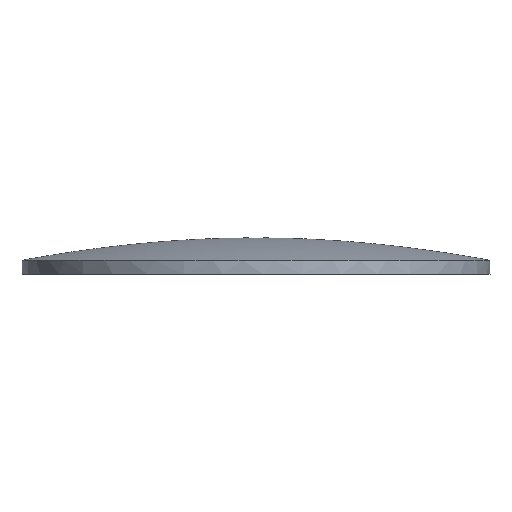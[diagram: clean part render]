
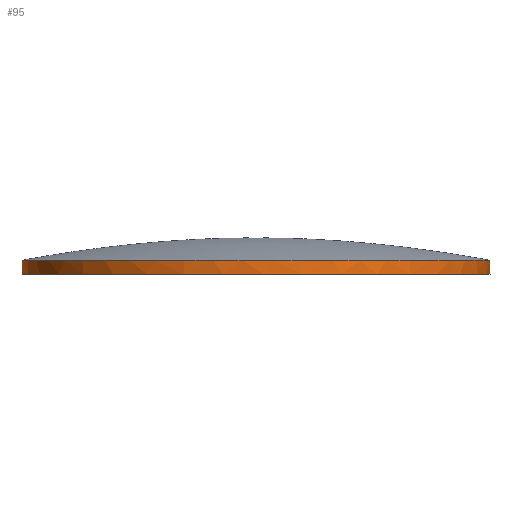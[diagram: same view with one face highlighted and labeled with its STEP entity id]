
A CAD part, front view. The second image highlights one B-rep face of the part: STEP entity #95.
In plain terms, the highlighted cylindrical face has radius 85 mm (diameter 170 mm), a full revolution.
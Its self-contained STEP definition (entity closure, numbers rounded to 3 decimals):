
#95=ADVANCED_FACE('',(#100,#101),#102,.T.);
#100=FACE_BOUND('',#108,.T.);
#101=FACE_BOUND('',#109,.T.);
#102=CYLINDRICAL_SURFACE('',#110,85.0);
#108=EDGE_LOOP('',(#37363));
#109=EDGE_LOOP('',(#37364));
#110=AXIS2_PLACEMENT_3D('',#37365,#37366,#37367);
#37363=ORIENTED_EDGE('',*,*,#37373,.T.);
#37364=ORIENTED_EDGE('',*,*,#37374,.T.);
#37365=CARTESIAN_POINT('',(0.0,0.0,13.924));
#37366=DIRECTION('',(0.0,0.0,-1.0));
#37367=DIRECTION('',(0.0,1.0,0.0));
#37373=EDGE_CURVE('',#37375,#37375,#37376,.T.);
#37374=EDGE_CURVE('',#37377,#37377,#37378,.T.);
#37375=VERTEX_POINT('',#37379);
#37376=B_SPLINE_CURVE_WITH_KNOTS('',3,(#37380,#37381,#37382,#37383,#37384,#37385,#37386,#37387,#37388,#37389,#37390,#37391,#37392,#37393,#37394,#37395,#37396,#37397,#37398,#37399,#37400,#37401,#37402,#37403,#37404,#37405,#37406,#37407,#37408,#37409,#37410,#37411,#37412,#37413),.UNSPECIFIED.,.T.,.F.,(4,2,2,2,2,2,2,2,2,2,2,2,2,2,2,2,4),(-535.781,-502.081,-468.686,-434.907,-401.512,-368.116,-334.721,-301.325,-267.93,-234.151,-200.756,-166.978,-133.582,-100.187,-66.791,-33.396,-0.0),.UNSPECIFIED.);
#37377=VERTEX_POINT('',#37414);
#37378=CIRCLE('',#37415,85.0);
#37379=CARTESIAN_POINT('',(60.1,-60.108,5.055));
#37380=CARTESIAN_POINT('',(60.1,-60.108,5.055));
#37381=CARTESIAN_POINT('',(52.157,-68.051,5.048));
#37382=CARTESIAN_POINT('',(42.717,-74.34,5.034));
#37383=CARTESIAN_POINT('',(22.032,-82.846,5.01));
#37384=CARTESIAN_POINT('',(11.005,-85.017,5.));
#37385=CARTESIAN_POINT('',(-11.386,-84.983,5.));
#37386=CARTESIAN_POINT('',(-22.531,-82.729,5.01));
#37387=CARTESIAN_POINT('',(-43.176,-74.059,5.035));
#37388=CARTESIAN_POINT('',(-52.493,-67.775,5.048));
#37389=CARTESIAN_POINT('',(-68.175,-51.971,5.063));
#37390=CARTESIAN_POINT('',(-74.389,-42.606,5.063));
#37391=CARTESIAN_POINT('',(-82.851,-22.013,5.054));
#37392=CARTESIAN_POINT('',(-85.019,-10.985,5.047));
#37393=CARTESIAN_POINT('',(-84.981,11.278,5.047));
#37394=CARTESIAN_POINT('',(-82.775,22.299,5.054));
#37395=CARTESIAN_POINT('',(-74.241,42.862,5.063));
#37396=CARTESIAN_POINT('',(-67.996,52.206,5.063));
#37397=CARTESIAN_POINT('',(-52.169,68.045,5.048));
#37398=CARTESIAN_POINT('',(-42.707,74.35,5.034));
#37399=CARTESIAN_POINT('',(-21.994,82.856,5.01));
#37400=CARTESIAN_POINT('',(-10.966,85.022,5.));
#37401=CARTESIAN_POINT('',(11.425,84.978,5.));
#37402=CARTESIAN_POINT('',(22.569,82.719,5.01));
#37403=CARTESIAN_POINT('',(43.209,74.04,5.035));
#37404=CARTESIAN_POINT('',(52.524,67.751,5.048));
#37405=CARTESIAN_POINT('',(68.199,51.94,5.063));
#37406=CARTESIAN_POINT('',(74.408,42.572,5.063));
#37407=CARTESIAN_POINT('',(82.861,21.976,5.054));
#37408=CARTESIAN_POINT('',(85.024,10.947,5.047));
#37409=CARTESIAN_POINT('',(84.976,-11.317,5.047));
#37410=CARTESIAN_POINT('',(82.765,-22.336,5.054));
#37411=CARTESIAN_POINT('',(74.222,-42.896,5.063));
#37412=CARTESIAN_POINT('',(67.972,-52.237,5.063));
#37413=CARTESIAN_POINT('',(60.1,-60.108,5.055));
#37414=CARTESIAN_POINT('',(0.,-85.0,0.0));
#37415=AXIS2_PLACEMENT_3D('',#37416,#37417,#37418);
#37416=CARTESIAN_POINT('',(0.0,0.0,0.0));
#37417=DIRECTION('',(0.0,-0.0,1.0));
#37418=DIRECTION('',(0.0,1.0,0.0));
